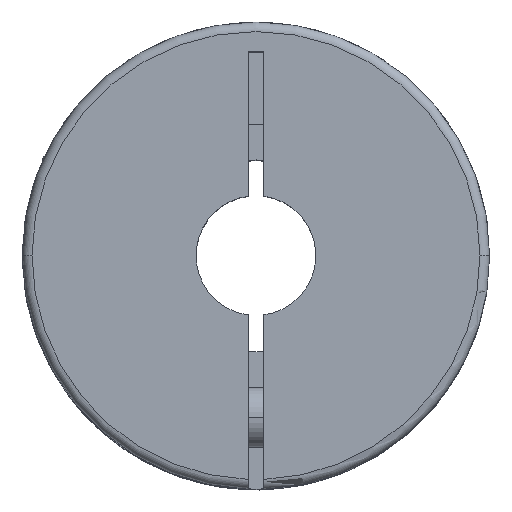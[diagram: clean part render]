
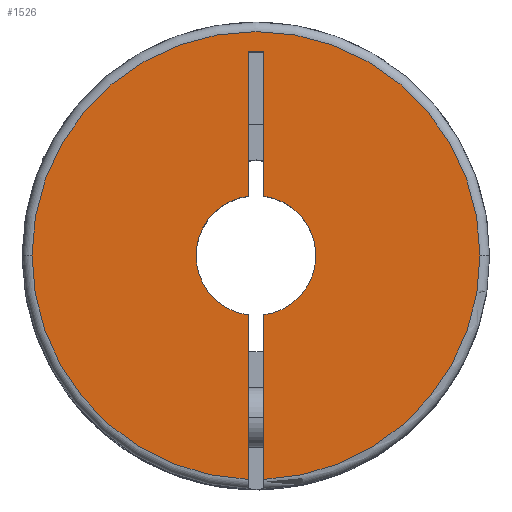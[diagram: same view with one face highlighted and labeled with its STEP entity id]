
A CAD part, top view. The second image highlights one B-rep face of the part: STEP entity #1526.
In plain terms, the highlighted planar face has unit normal (0, 0, 1).
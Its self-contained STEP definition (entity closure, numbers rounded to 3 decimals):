
#40 = LINE ( 'NONE', #1117, #1011 ) ;
#115 = CIRCLE ( 'NONE', #4375, 18.7 ) ;
#124 = CIRCLE ( 'NONE', #570, 5. ) ;
#127 = DIRECTION ( 'NONE',  ( 0., 0., -1. ) ) ;
#159 = CIRCLE ( 'NONE', #756, 5. ) ;
#225 = CARTESIAN_POINT ( 'NONE',  ( 0., 0., 0. ) ) ;
#246 = VERTEX_POINT ( 'NONE', #1891 ) ;
#266 = CARTESIAN_POINT ( 'NONE',  ( -18.7, 0., 0. ) ) ;
#317 = DIRECTION ( 'NONE',  ( 0., 0., -1. ) ) ;
#335 = CARTESIAN_POINT ( 'NONE',  ( 0.65, -19.5, 0. ) ) ;
#341 = FACE_OUTER_BOUND ( 'NONE', #4289, .T. ) ;
#348 = CARTESIAN_POINT ( 'NONE',  ( 0.65, 4.958, 0. ) ) ;
#349 = CIRCLE ( 'NONE', #490, 18.7 ) ;
#386 = CIRCLE ( 'NONE', #610, 18.7 ) ;
#490 = AXIS2_PLACEMENT_3D ( 'NONE', #813, #3239, #859 ) ;
#537 = VERTEX_POINT ( 'NONE', #4192 ) ;
#570 = AXIS2_PLACEMENT_3D ( 'NONE', #225, #2392, #3356 ) ;
#576 = DIRECTION ( 'NONE',  ( 0., 1., 0. ) ) ;
#607 = ORIENTED_EDGE ( 'NONE', *, *, #903, .F. ) ;
#610 = AXIS2_PLACEMENT_3D ( 'NONE', #1181, #3648, #2923 ) ;
#638 = ORIENTED_EDGE ( 'NONE', *, *, #1727, .F. ) ;
#644 = EDGE_CURVE ( 'NONE', #2662, #1737, #115, .T. ) ;
#663 = CARTESIAN_POINT ( 'NONE',  ( -0.65, 17., 0. ) ) ;
#667 = DIRECTION ( 'NONE',  ( -1., 0., 0. ) ) ;
#712 = CARTESIAN_POINT ( 'NONE',  ( 0.65, -4.958, 0. ) ) ;
#756 = AXIS2_PLACEMENT_3D ( 'NONE', #3492, #1091, #667 ) ;
#757 = CARTESIAN_POINT ( 'NONE',  ( 0., 0., 0. ) ) ;
#813 = CARTESIAN_POINT ( 'NONE',  ( 0., 0., 0. ) ) ;
#853 = ORIENTED_EDGE ( 'NONE', *, *, #3675, .F. ) ;
#859 = DIRECTION ( 'NONE',  ( -1., 0., 0. ) ) ;
#903 = EDGE_CURVE ( 'NONE', #3869, #1953, #349, .T. ) ;
#973 = ORIENTED_EDGE ( 'NONE', *, *, #1278, .T. ) ;
#1011 = VECTOR ( 'NONE', #1183, 1000. ) ;
#1091 = DIRECTION ( 'NONE',  ( 0., 0., -1. ) ) ;
#1106 = CARTESIAN_POINT ( 'NONE',  ( 0., 0., 0. ) ) ;
#1117 = CARTESIAN_POINT ( 'NONE',  ( 0.65, 17., 0. ) ) ;
#1130 = DIRECTION ( 'NONE',  ( -1., 0., 0. ) ) ;
#1181 = CARTESIAN_POINT ( 'NONE',  ( 0., 0., 0. ) ) ;
#1183 = DIRECTION ( 'NONE',  ( -1., 0., 0. ) ) ;
#1208 = VECTOR ( 'NONE', #3787, 1000. ) ;
#1278 = EDGE_CURVE ( 'NONE', #2871, #1443, #124, .T. ) ;
#1318 = VECTOR ( 'NONE', #2072, 1000. ) ;
#1377 = EDGE_CURVE ( 'NONE', #537, #246, #4220, .T. ) ;
#1388 = CARTESIAN_POINT ( 'NONE',  ( -0.65, 17., 0. ) ) ;
#1442 = VERTEX_POINT ( 'NONE', #3453 ) ;
#1443 = VERTEX_POINT ( 'NONE', #712 ) ;
#1465 = EDGE_CURVE ( 'NONE', #1442, #3574, #159, .T. ) ;
#1526 = ADVANCED_FACE ( 'NONE', ( #341 ), #3855, .F. ) ;
#1571 = EDGE_CURVE ( 'NONE', #3574, #246, #3401, .T. ) ;
#1579 = EDGE_CURVE ( 'NONE', #1737, #3869, #386, .T. ) ;
#1727 = EDGE_CURVE ( 'NONE', #2871, #3584, #3107, .T. ) ;
#1737 = VERTEX_POINT ( 'NONE', #266 ) ;
#1760 = EDGE_CURVE ( 'NONE', #1442, #2662, #2802, .T. ) ;
#1767 = DIRECTION ( 'NONE',  ( 0., -1., 0. ) ) ;
#1891 = CARTESIAN_POINT ( 'NONE',  ( -0.65, 4.958, 0. ) ) ;
#1953 = VERTEX_POINT ( 'NONE', #3600 ) ;
#2061 = ORIENTED_EDGE ( 'NONE', *, *, #1377, .F. ) ;
#2072 = DIRECTION ( 'NONE',  ( 0., -1., 0. ) ) ;
#2173 = AXIS2_PLACEMENT_3D ( 'NONE', #4523, #317, #1767 ) ;
#2195 = ORIENTED_EDGE ( 'NONE', *, *, #1465, .T. ) ;
#2392 = DIRECTION ( 'NONE',  ( 0., 0., -1. ) ) ;
#2427 = DIRECTION ( 'NONE',  ( 0., 1., 0. ) ) ;
#2662 = VERTEX_POINT ( 'NONE', #3567 ) ;
#2737 = ORIENTED_EDGE ( 'NONE', *, *, #1760, .F. ) ;
#2802 = LINE ( 'NONE', #663, #1208 ) ;
#2871 = VERTEX_POINT ( 'NONE', #348 ) ;
#2923 = DIRECTION ( 'NONE',  ( -1., 0., 0. ) ) ;
#2946 = DIRECTION ( 'NONE',  ( -1., 0., 0. ) ) ;
#2957 = ORIENTED_EDGE ( 'NONE', *, *, #1571, .T. ) ;
#3019 = CARTESIAN_POINT ( 'NONE',  ( 18.7, 0., 0. ) ) ;
#3107 = LINE ( 'NONE', #335, #3618 ) ;
#3201 = ORIENTED_EDGE ( 'NONE', *, *, #1579, .F. ) ;
#3239 = DIRECTION ( 'NONE',  ( 0., 0., -1. ) ) ;
#3356 = DIRECTION ( 'NONE',  ( -1., 0., 0. ) ) ;
#3359 = CARTESIAN_POINT ( 'NONE',  ( 0.65, -19.5, 0. ) ) ;
#3401 = CIRCLE ( 'NONE', #3973, 5. ) ;
#3453 = CARTESIAN_POINT ( 'NONE',  ( -0.65, -4.958, 0. ) ) ;
#3492 = CARTESIAN_POINT ( 'NONE',  ( 0., 0., 0. ) ) ;
#3516 = CARTESIAN_POINT ( 'NONE',  ( -5., 0., 0. ) ) ;
#3567 = CARTESIAN_POINT ( 'NONE',  ( -0.65, -18.689, 0. ) ) ;
#3574 = VERTEX_POINT ( 'NONE', #3516 ) ;
#3584 = VERTEX_POINT ( 'NONE', #4158 ) ;
#3595 = VECTOR ( 'NONE', #576, 1000. ) ;
#3600 = CARTESIAN_POINT ( 'NONE',  ( 0.65, -18.689, 0. ) ) ;
#3618 = VECTOR ( 'NONE', #2427, 1000. ) ;
#3619 = DIRECTION ( 'NONE',  ( 0., 0., -1. ) ) ;
#3648 = DIRECTION ( 'NONE',  ( 0., 0., -1. ) ) ;
#3675 = EDGE_CURVE ( 'NONE', #3584, #537, #40, .T. ) ;
#3787 = DIRECTION ( 'NONE',  ( 0., -1., 0. ) ) ;
#3855 = PLANE ( 'NONE',  #2173 ) ;
#3869 = VERTEX_POINT ( 'NONE', #3019 ) ;
#3973 = AXIS2_PLACEMENT_3D ( 'NONE', #757, #127, #2946 ) ;
#4020 = ORIENTED_EDGE ( 'NONE', *, *, #644, .F. ) ;
#4101 = ORIENTED_EDGE ( 'NONE', *, *, #4297, .F. ) ;
#4158 = CARTESIAN_POINT ( 'NONE',  ( 0.65, 17., 0. ) ) ;
#4192 = CARTESIAN_POINT ( 'NONE',  ( -0.65, 17., 0. ) ) ;
#4220 = LINE ( 'NONE', #1388, #1318 ) ;
#4289 = EDGE_LOOP ( 'NONE', ( #4020, #2737, #2195, #2957, #2061, #853, #638, #973, #4101, #607, #3201 ) ) ;
#4297 = EDGE_CURVE ( 'NONE', #1953, #1443, #4438, .T. ) ;
#4375 = AXIS2_PLACEMENT_3D ( 'NONE', #1106, #3619, #1130 ) ;
#4438 = LINE ( 'NONE', #3359, #3595 ) ;
#4523 = CARTESIAN_POINT ( 'NONE',  ( 0., 0., 0. ) ) ;
